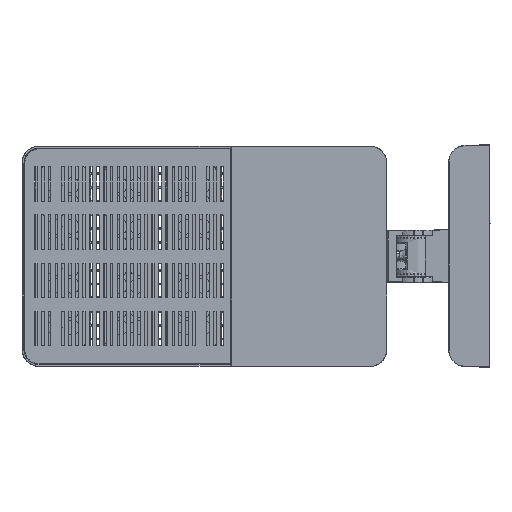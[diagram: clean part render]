
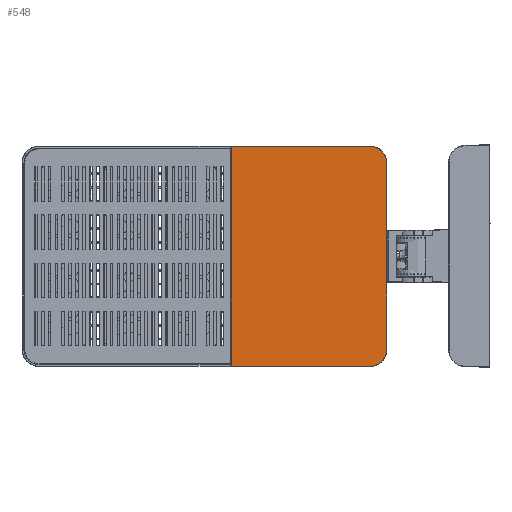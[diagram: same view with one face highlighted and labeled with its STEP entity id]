
A CAD part, top view. The second image highlights one B-rep face of the part: STEP entity #548.
In plain terms, the highlighted planar face has unit normal (0, 0, 1).
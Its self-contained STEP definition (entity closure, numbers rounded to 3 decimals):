
#548=ADVANCED_FACE('',(#7857),#103437,.T.);
#7857=FACE_OUTER_BOUND('',#15166,.T.);
#15166=EDGE_LOOP('',(#22923,#22924,#22925,#22926,#22927,#22928));
#22923=ORIENTED_EDGE('',*,*,#57868,.T.);
#22924=ORIENTED_EDGE('',*,*,#57829,.T.);
#22925=ORIENTED_EDGE('',*,*,#57830,.T.);
#22926=ORIENTED_EDGE('',*,*,#57831,.T.);
#22927=ORIENTED_EDGE('',*,*,#57848,.T.);
#22928=ORIENTED_EDGE('',*,*,#57832,.T.);
#57829=EDGE_CURVE('',#93144,#93145,#75456,.T.);
#57830=EDGE_CURVE('',#93145,#93146,#75457,.T.);
#57831=EDGE_CURVE('',#93146,#93147,#75458,.T.);
#57832=EDGE_CURVE('',#93148,#93143,#75459,.T.);
#57848=EDGE_CURVE('',#93147,#93148,#82011,.T.);
#57868=EDGE_CURVE('',#93143,#93144,#82031,.T.);
#75456=B_SPLINE_CURVE_WITH_KNOTS('',1,(#115709,#115710),.UNSPECIFIED.,.F.,
 .F.,(2,2),(0.,200.995),.UNSPECIFIED.);
#75457=B_SPLINE_CURVE_WITH_KNOTS('',1,(#115711,#115712),.UNSPECIFIED.,.F.,
 .F.,(2,2),(0.,319.487),.UNSPECIFIED.);
#75458=B_SPLINE_CURVE_WITH_KNOTS('',1,(#115713,#115714),.UNSPECIFIED.,.F.,
 .F.,(2,2),(0.,200.995),.UNSPECIFIED.);
#75459=B_SPLINE_CURVE_WITH_KNOTS('',1,(#115715,#115716),.UNSPECIFIED.,.F.,
 .F.,(2,2),(0.,270.004),.UNSPECIFIED.);
#82011=(
BOUNDED_CURVE()
B_SPLINE_CURVE(3,(#115767,#115768,#115769,#115770,#115771,#115772,#115773,
#115774,#115775,#115776,#115777,#115778,#115779),.UNSPECIFIED.,.F.,.F.)
B_SPLINE_CURVE_WITH_KNOTS((4,3,3,3,4),(0.,9.881,
19.761,29.642,39.523),.UNSPECIFIED.)
CURVE()
GEOMETRIC_REPRESENTATION_ITEM()
RATIONAL_B_SPLINE_CURVE((1.,1.,1.,1.,
1.,1.,1.,1.,1.,
1.,1.,1.,1.))
REPRESENTATION_ITEM('')
);
#82031=(
BOUNDED_CURVE()
B_SPLINE_CURVE(3,(#115862,#115863,#115864,#115865,#115866,#115867,#115868,
#115869,#115870,#115871,#115872,#115873,#115874),.UNSPECIFIED.,.F.,.F.)
B_SPLINE_CURVE_WITH_KNOTS((4,3,3,3,4),(0.,9.881,
19.761,29.642,39.523),.UNSPECIFIED.)
CURVE()
GEOMETRIC_REPRESENTATION_ITEM()
RATIONAL_B_SPLINE_CURVE((1.,1.,1.,1.,
1.,1.,1.,1.,1.,
1.,1.,1.,1.))
REPRESENTATION_ITEM('')
);
#93143=VERTEX_POINT('',#115679);
#93144=VERTEX_POINT('',#115680);
#93145=VERTEX_POINT('',#115681);
#93146=VERTEX_POINT('',#115682);
#93147=VERTEX_POINT('',#115683);
#93148=VERTEX_POINT('',#115684);
#103437=PLANE('',#110820);
#110820=AXIS2_PLACEMENT_3D('',#115197,#112445,$);
#112445=DIRECTION('',(0.,0.,1.));
#115197=CARTESIAN_POINT('',(280.823,-192.302,0.));
#115679=CARTESIAN_POINT('',(529.743,135.002,0.));
#115680=CARTESIAN_POINT('',(505.002,159.743,0.));
#115681=CARTESIAN_POINT('',(304.007,159.743,0.));
#115682=CARTESIAN_POINT('',(304.007,-159.743,0.));
#115683=CARTESIAN_POINT('',(505.002,-159.743,0.));
#115684=CARTESIAN_POINT('',(529.743,-135.002,0.));
#115709=CARTESIAN_POINT('',(505.002,159.743,0.));
#115710=CARTESIAN_POINT('',(304.007,159.743,0.));
#115711=CARTESIAN_POINT('',(304.007,159.743,0.));
#115712=CARTESIAN_POINT('',(304.007,-159.743,0.));
#115713=CARTESIAN_POINT('',(304.007,-159.743,0.));
#115714=CARTESIAN_POINT('',(505.002,-159.743,0.));
#115715=CARTESIAN_POINT('',(529.743,-135.002,0.));
#115716=CARTESIAN_POINT('',(529.743,135.002,0.));
#115767=CARTESIAN_POINT('',(505.002,-159.743,0.));
#115768=CARTESIAN_POINT('',(508.242,-159.743,0.));
#115769=CARTESIAN_POINT('',(511.479,-159.1,0.));
#115770=CARTESIAN_POINT('',(514.471,-157.86,0.));
#115771=CARTESIAN_POINT('',(517.464,-156.621,0.));
#115772=CARTESIAN_POINT('',(520.208,-154.788,0.));
#115773=CARTESIAN_POINT('',(522.498,-152.498,0.));
#115774=CARTESIAN_POINT('',(524.788,-150.208,0.));
#115775=CARTESIAN_POINT('',(526.621,-147.464,0.));
#115776=CARTESIAN_POINT('',(527.86,-144.471,0.));
#115777=CARTESIAN_POINT('',(529.1,-141.479,0.));
#115778=CARTESIAN_POINT('',(529.743,-138.242,0.));
#115779=CARTESIAN_POINT('',(529.743,-135.002,0.));
#115862=CARTESIAN_POINT('',(529.743,135.002,0.));
#115863=CARTESIAN_POINT('',(529.743,138.242,0.));
#115864=CARTESIAN_POINT('',(529.1,141.479,0.));
#115865=CARTESIAN_POINT('',(527.86,144.471,0.));
#115866=CARTESIAN_POINT('',(526.621,147.464,0.));
#115867=CARTESIAN_POINT('',(524.788,150.208,0.));
#115868=CARTESIAN_POINT('',(522.498,152.498,0.));
#115869=CARTESIAN_POINT('',(520.208,154.788,0.));
#115870=CARTESIAN_POINT('',(517.464,156.621,0.));
#115871=CARTESIAN_POINT('',(514.471,157.86,0.));
#115872=CARTESIAN_POINT('',(511.479,159.1,0.));
#115873=CARTESIAN_POINT('',(508.242,159.743,0.));
#115874=CARTESIAN_POINT('',(505.002,159.743,0.));
